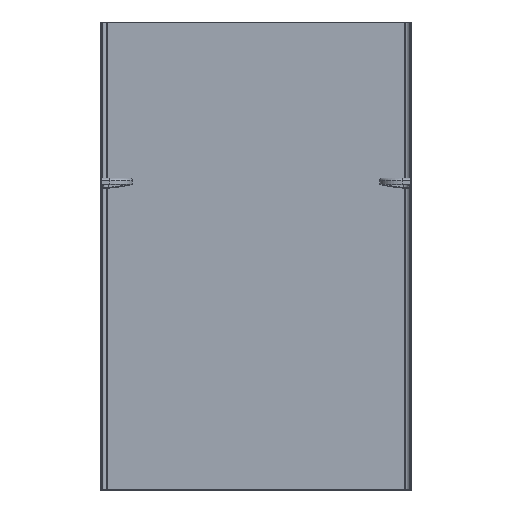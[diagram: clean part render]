
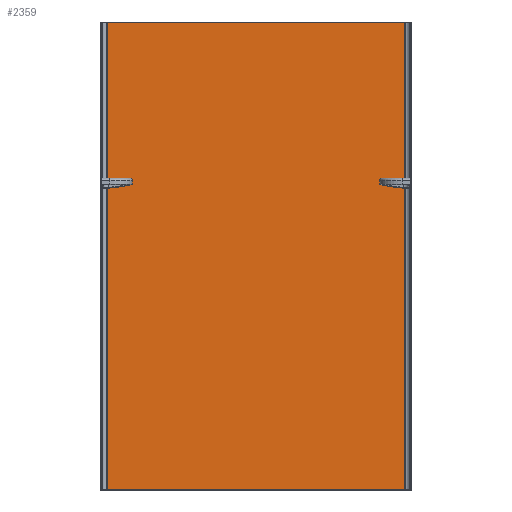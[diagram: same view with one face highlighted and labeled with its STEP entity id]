
A CAD part, top view. The second image highlights one B-rep face of the part: STEP entity #2359.
In plain terms, the highlighted planar face has unit normal (0, 0, 1).
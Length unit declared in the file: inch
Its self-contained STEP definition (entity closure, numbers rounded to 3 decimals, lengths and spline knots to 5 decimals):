
#139 = VECTOR ( 'NONE', #598, 39.37008 ) ;
#143 = EDGE_CURVE ( 'NONE', #2445, #504, #939, .T. ) ;
#195 = EDGE_CURVE ( 'NONE', #504, #1320, #1576, .T. ) ;
#462 = ORIENTED_EDGE ( 'NONE', *, *, #640, .T. ) ;
#504 = VERTEX_POINT ( 'NONE', #780 ) ;
#565 = PLANE ( 'NONE',  #720 ) ;
#598 = DIRECTION ( 'NONE',  ( 0., 1., 0. ) ) ;
#640 = EDGE_CURVE ( 'NONE', #1761, #2445, #2515, .T. ) ;
#720 = AXIS2_PLACEMENT_3D ( 'NONE', #1000, #2412, #798 ) ;
#731 = VECTOR ( 'NONE', #2156, 39.37008 ) ;
#780 = CARTESIAN_POINT ( 'NONE',  ( 24., -36., 0.115 ) ) ;
#798 = DIRECTION ( 'NONE',  ( 1., 0., 0. ) ) ;
#939 = LINE ( 'NONE', #1338, #731 ) ;
#1000 = CARTESIAN_POINT ( 'NONE',  ( 0., 0., 0.115 ) ) ;
#1286 = DIRECTION ( 'NONE',  ( 0., -1., 0. ) ) ;
#1302 = ORIENTED_EDGE ( 'NONE', *, *, #2617, .T. ) ;
#1320 = VERTEX_POINT ( 'NONE', #1495 ) ;
#1338 = CARTESIAN_POINT ( 'NONE',  ( -24., -36., 0.115 ) ) ;
#1340 = CARTESIAN_POINT ( 'NONE',  ( -24., 36., 0.115 ) ) ;
#1495 = CARTESIAN_POINT ( 'NONE',  ( 24., 36., 0.115 ) ) ;
#1527 = LINE ( 'NONE', #2559, #2231 ) ;
#1566 = ORIENTED_EDGE ( 'NONE', *, *, #143, .T. ) ;
#1576 = LINE ( 'NONE', #1602, #139 ) ;
#1602 = CARTESIAN_POINT ( 'NONE',  ( 24., 36., 0.115 ) ) ;
#1761 = VERTEX_POINT ( 'NONE', #1340 ) ;
#1807 = FACE_OUTER_BOUND ( 'NONE', #1890, .T. ) ;
#1842 = CARTESIAN_POINT ( 'NONE',  ( -24., 36., 0.115 ) ) ;
#1890 = EDGE_LOOP ( 'NONE', ( #462, #1566, #2184, #1302 ) ) ;
#2156 = DIRECTION ( 'NONE',  ( 1., 0., 0. ) ) ;
#2184 = ORIENTED_EDGE ( 'NONE', *, *, #195, .T. ) ;
#2186 = CARTESIAN_POINT ( 'NONE',  ( -24., -36., 0.115 ) ) ;
#2231 = VECTOR ( 'NONE', #2547, 39.37008 ) ;
#2359 = ADVANCED_FACE ( 'NONE', ( #1807 ), #565, .T. ) ;
#2412 = DIRECTION ( 'NONE',  ( 0., 0., 1. ) ) ;
#2445 = VERTEX_POINT ( 'NONE', #2186 ) ;
#2515 = LINE ( 'NONE', #1842, #2565 ) ;
#2547 = DIRECTION ( 'NONE',  ( -1., 0., 0. ) ) ;
#2559 = CARTESIAN_POINT ( 'NONE',  ( -24., 36., 0.115 ) ) ;
#2565 = VECTOR ( 'NONE', #1286, 39.37008 ) ;
#2617 = EDGE_CURVE ( 'NONE', #1320, #1761, #1527, .T. ) ;
